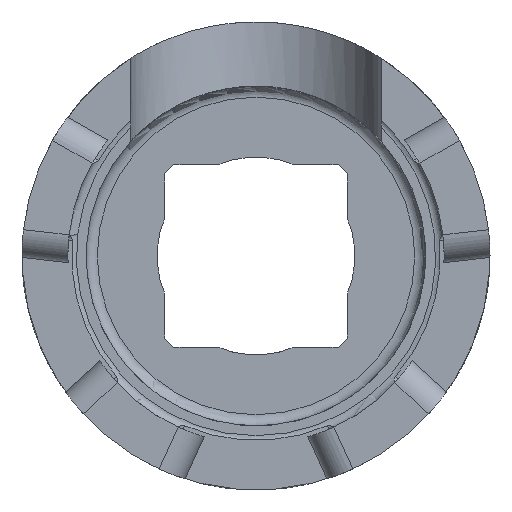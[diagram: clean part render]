
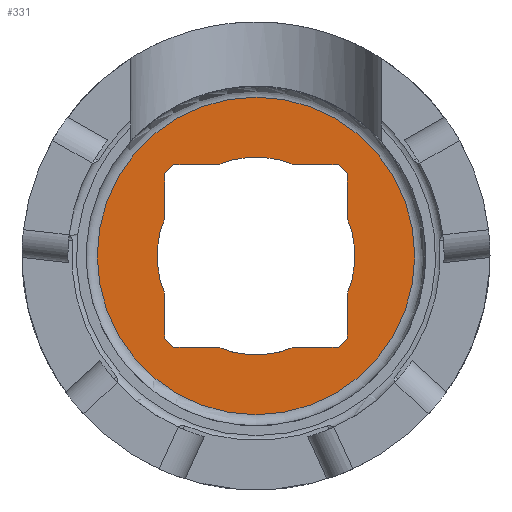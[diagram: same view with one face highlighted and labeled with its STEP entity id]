
A CAD part, left-side view. The second image highlights one B-rep face of the part: STEP entity #331.
In plain terms, the highlighted planar face has unit normal (-1, 0, 0).
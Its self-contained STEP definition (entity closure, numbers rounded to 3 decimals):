
#331 = ADVANCED_FACE( '', ( #711, #712 ), #713, .F. );
#711 = FACE_OUTER_BOUND( '', #1136, .T. );
#712 = FACE_BOUND( '', #1137, .T. );
#713 = PLANE( '', #1138 );
#1136 = EDGE_LOOP( '', ( #2109 ) );
#1137 = EDGE_LOOP( '', ( #2110, #2111, #2112, #2113, #2114, #2115, #2116, #2117, #2118, #2119, #2120, #2121, #2122, #2123, #2124, #2125 ) );
#1138 = AXIS2_PLACEMENT_3D( '', #2126, #2127, #2128 );
#2109 = ORIENTED_EDGE( '', *, *, #2620, .T. );
#2110 = ORIENTED_EDGE( '', *, *, #3000, .F. );
#2111 = ORIENTED_EDGE( '', *, *, #3001, .T. );
#2112 = ORIENTED_EDGE( '', *, *, #2664, .T. );
#2113 = ORIENTED_EDGE( '', *, *, #2656, .T. );
#2114 = ORIENTED_EDGE( '', *, *, #2666, .F. );
#2115 = ORIENTED_EDGE( '', *, *, #2942, .T. );
#2116 = ORIENTED_EDGE( '', *, *, #2693, .T. );
#2117 = ORIENTED_EDGE( '', *, *, #2807, .T. );
#2118 = ORIENTED_EDGE( '', *, *, #2996, .F. );
#2119 = ORIENTED_EDGE( '', *, *, #3002, .T. );
#2120 = ORIENTED_EDGE( '', *, *, #2994, .T. );
#2121 = ORIENTED_EDGE( '', *, *, #2760, .T. );
#2122 = ORIENTED_EDGE( '', *, *, #3003, .F. );
#2123 = ORIENTED_EDGE( '', *, *, #3004, .T. );
#2124 = ORIENTED_EDGE( '', *, *, #3005, .T. );
#2125 = ORIENTED_EDGE( '', *, *, #3006, .T. );
#2126 = CARTESIAN_POINT( '', ( -15., 0., 6.1 ) );
#2127 = DIRECTION( '', ( 1., 0., 0. ) );
#2128 = DIRECTION( '', ( 0., 0., -1. ) );
#2620 = EDGE_CURVE( '', #3151, #3151, #3152, .F. );
#2656 = EDGE_CURVE( '', #3206, #3215, #3217, .T. );
#2664 = EDGE_CURVE( '', #3225, #3206, #3229, .T. );
#2666 = EDGE_CURVE( '', #3231, #3215, #3232, .T. );
#2693 = EDGE_CURVE( '', #3272, #3277, #3279, .T. );
#2760 = EDGE_CURVE( '', #3380, #3386, #3388, .T. );
#2807 = EDGE_CURVE( '', #3277, #3465, #3467, .T. );
#2942 = EDGE_CURVE( '', #3231, #3272, #3666, .T. );
#2994 = EDGE_CURVE( '', #3733, #3380, #3737, .T. );
#2996 = EDGE_CURVE( '', #3739, #3465, #3740, .T. );
#3000 = EDGE_CURVE( '', #3745, #3746, #3747, .T. );
#3001 = EDGE_CURVE( '', #3745, #3225, #3748, .T. );
#3002 = EDGE_CURVE( '', #3739, #3733, #3749, .T. );
#3003 = EDGE_CURVE( '', #3750, #3386, #3751, .T. );
#3004 = EDGE_CURVE( '', #3750, #3752, #3753, .T. );
#3005 = EDGE_CURVE( '', #3752, #3754, #3755, .T. );
#3006 = EDGE_CURVE( '', #3754, #3746, #3756, .T. );
#3151 = VERTEX_POINT( '', #3943 );
#3152 = CIRCLE( '', #3944, 5.7 );
#3206 = VERTEX_POINT( '', #4084 );
#3215 = VERTEX_POINT( '', #4119 );
#3217 = LINE( '', #4122, #4123 );
#3225 = VERTEX_POINT( '', #4166 );
#3229 = LINE( '', #4174, #4175 );
#3231 = VERTEX_POINT( '', #4177 );
#3232 = CIRCLE( '', #4178, 3.55 );
#3272 = VERTEX_POINT( '', #4232 );
#3277 = VERTEX_POINT( '', #4241 );
#3279 = LINE( '', #4244, #4245 );
#3380 = VERTEX_POINT( '', #4477 );
#3386 = VERTEX_POINT( '', #4496 );
#3388 = LINE( '', #4499, #4500 );
#3465 = VERTEX_POINT( '', #4728 );
#3467 = LINE( '', #4731, #4732 );
#3666 = LINE( '', #5287, #5288 );
#3733 = VERTEX_POINT( '', #5428 );
#3737 = LINE( '', #5436, #5437 );
#3739 = VERTEX_POINT( '', #5439 );
#3740 = CIRCLE( '', #5440, 3.55 );
#3745 = VERTEX_POINT( '', #5446 );
#3746 = VERTEX_POINT( '', #5447 );
#3747 = CIRCLE( '', #5448, 3.55 );
#3748 = LINE( '', #5449, #5450 );
#3749 = LINE( '', #5451, #5452 );
#3750 = VERTEX_POINT( '', #5453 );
#3751 = CIRCLE( '', #5454, 3.55 );
#3752 = VERTEX_POINT( '', #5455 );
#3753 = LINE( '', #5456, #5457 );
#3754 = VERTEX_POINT( '', #5458 );
#3755 = LINE( '', #5459, #5460 );
#3756 = LINE( '', #5461, #5462 );
#3943 = CARTESIAN_POINT( '', ( -15., 0., -5.7 ) );
#3944 = AXIS2_PLACEMENT_3D( '', #5698, #5699, #5700 );
#4084 = CARTESIAN_POINT( '', ( -15., -2.948, -3.275 ) );
#4119 = CARTESIAN_POINT( '', ( -15., -1.37, -3.275 ) );
#4122 = CARTESIAN_POINT( '', ( -15., 0., -3.275 ) );
#4123 = VECTOR( '', #5731, 1000. );
#4166 = CARTESIAN_POINT( '', ( -15., -3.275, -2.948 ) );
#4174 = CARTESIAN_POINT( '', ( -15., -6.161, -0.061 ) );
#4175 = VECTOR( '', #5734, 1000. );
#4177 = CARTESIAN_POINT( '', ( -15., 1.37, -3.275 ) );
#4178 = AXIS2_PLACEMENT_3D( '', #5735, #5736, #5737 );
#4232 = CARTESIAN_POINT( '', ( -15., 2.948, -3.275 ) );
#4241 = CARTESIAN_POINT( '', ( -15., 3.275, -2.948 ) );
#4244 = CARTESIAN_POINT( '', ( -15., 6.161, -0.061 ) );
#4245 = VECTOR( '', #5769, 1000. );
#4477 = CARTESIAN_POINT( '', ( -15., 2.948, 3.275 ) );
#4496 = CARTESIAN_POINT( '', ( -15., 1.37, 3.275 ) );
#4499 = CARTESIAN_POINT( '', ( -15., 0., 3.275 ) );
#4500 = VECTOR( '', #5847, 1000. );
#4728 = CARTESIAN_POINT( '', ( -15., 3.275, -1.37 ) );
#4731 = CARTESIAN_POINT( '', ( -15., 3.275, 6.1 ) );
#4732 = VECTOR( '', #5894, 1000. );
#5287 = CARTESIAN_POINT( '', ( -15., 0., -3.275 ) );
#5288 = VECTOR( '', #6031, 1000. );
#5428 = CARTESIAN_POINT( '', ( -15., 3.275, 2.948 ) );
#5436 = CARTESIAN_POINT( '', ( -15., 0.061, 6.161 ) );
#5437 = VECTOR( '', #6085, 1000. );
#5439 = CARTESIAN_POINT( '', ( -15., 3.275, 1.37 ) );
#5440 = AXIS2_PLACEMENT_3D( '', #6086, #6087, #6088 );
#5446 = CARTESIAN_POINT( '', ( -15., -3.275, -1.37 ) );
#5447 = CARTESIAN_POINT( '', ( -15., -3.275, 1.37 ) );
#5448 = AXIS2_PLACEMENT_3D( '', #6093, #6094, #6095 );
#5449 = CARTESIAN_POINT( '', ( -15., -3.275, 6.1 ) );
#5450 = VECTOR( '', #6096, 1000. );
#5451 = CARTESIAN_POINT( '', ( -15., 3.275, 6.1 ) );
#5452 = VECTOR( '', #6097, 1000. );
#5453 = CARTESIAN_POINT( '', ( -15., -1.37, 3.275 ) );
#5454 = AXIS2_PLACEMENT_3D( '', #6098, #6099, #6100 );
#5455 = CARTESIAN_POINT( '', ( -15., -2.948, 3.275 ) );
#5456 = CARTESIAN_POINT( '', ( -15., 0., 3.275 ) );
#5457 = VECTOR( '', #6101, 1000. );
#5458 = CARTESIAN_POINT( '', ( -15., -3.275, 2.948 ) );
#5459 = CARTESIAN_POINT( '', ( -15., -0.061, 6.161 ) );
#5460 = VECTOR( '', #6102, 1000. );
#5461 = CARTESIAN_POINT( '', ( -15., -3.275, 6.1 ) );
#5462 = VECTOR( '', #6103, 1000. );
#5698 = CARTESIAN_POINT( '', ( -15., 0., 0. ) );
#5699 = DIRECTION( '', ( 1., 0., 0. ) );
#5700 = DIRECTION( '', ( 0., 0., -1. ) );
#5731 = DIRECTION( '', ( 0., 1., 0. ) );
#5734 = DIRECTION( '', ( 0., 0.707, -0.707 ) );
#5735 = CARTESIAN_POINT( '', ( -15., 0., 0. ) );
#5736 = DIRECTION( '', ( -1., 0., 0. ) );
#5737 = DIRECTION( '', ( 0., 0., 1. ) );
#5769 = DIRECTION( '', ( 0., 0.707, 0.707 ) );
#5847 = DIRECTION( '', ( 0., -1., 0. ) );
#5894 = DIRECTION( '', ( 0., 0., 1. ) );
#6031 = DIRECTION( '', ( 0., 1., 0. ) );
#6085 = DIRECTION( '', ( 0., -0.707, 0.707 ) );
#6086 = CARTESIAN_POINT( '', ( -15., 0., 0. ) );
#6087 = DIRECTION( '', ( -1., 0., 0. ) );
#6088 = DIRECTION( '', ( 0., 0., 1. ) );
#6093 = CARTESIAN_POINT( '', ( -15., 0., 0. ) );
#6094 = DIRECTION( '', ( -1., 0., 0. ) );
#6095 = DIRECTION( '', ( 0., 0., 1. ) );
#6096 = DIRECTION( '', ( 0., 0., -1. ) );
#6097 = DIRECTION( '', ( 0., 0., 1. ) );
#6098 = CARTESIAN_POINT( '', ( -15., 0., 0. ) );
#6099 = DIRECTION( '', ( -1., 0., 0. ) );
#6100 = DIRECTION( '', ( 0., 0., 1. ) );
#6101 = DIRECTION( '', ( 0., -1., 0. ) );
#6102 = DIRECTION( '', ( 0., -0.707, -0.707 ) );
#6103 = DIRECTION( '', ( 0., 0., -1. ) );
